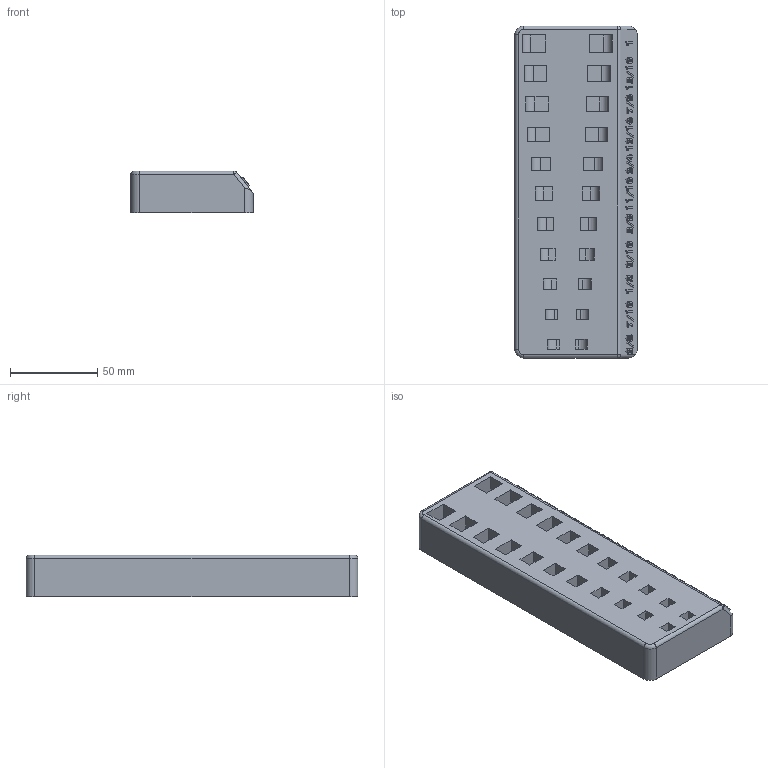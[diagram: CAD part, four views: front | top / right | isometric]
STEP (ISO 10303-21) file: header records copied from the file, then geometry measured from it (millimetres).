
FILE_DESCRIPTION(/* description */ (''),/* implementation_level */ '2;1');
FILE_NAME(/* name */ 'crowsfootrack_sae v3.step',/* time_stamp */ '2021-03-22T15:08:00-05:00',/* author */ (''),/* organization */ (''),/* preprocessor_version */ 'ST-DEVELOPER v18.1',/* originating_system */ 'Autodesk Translation Framework v9.10.0.1330',/* authorisation */ '');
FILE_SCHEMA (('AUTOMOTIVE_DESIGN { 1 0 10303 214 3 1 1 }'));
Length unit declared in the file: millimetre
Products named in the file (1): crowsfootrack_sae
Bounding box: 70 x 190 x 24 mm (x, y, z)
Volume: 252314.8 mm3; surface area: 59241.8 mm2
Topology: 1 solids, 1 shells, 975 faces, 2654 edges, 1766 vertices
Faces by surface type: bspline 584, plane 344, cylinder 43, torus 2, sphere 2
Full cylindrical faces by diameter (mm): 8.3 x4, 12.3 x7
Entity records: 36068 total; most frequent: CARTESIAN_POINT 15342, ORIENTED_EDGE 5308, EDGE_CURVE 2654, DIRECTION 2354, VERTEX_POINT 1766, LINE 1398, VECTOR 1398, B_SPLINE_CURVE_WITH_KNOTS 1170
